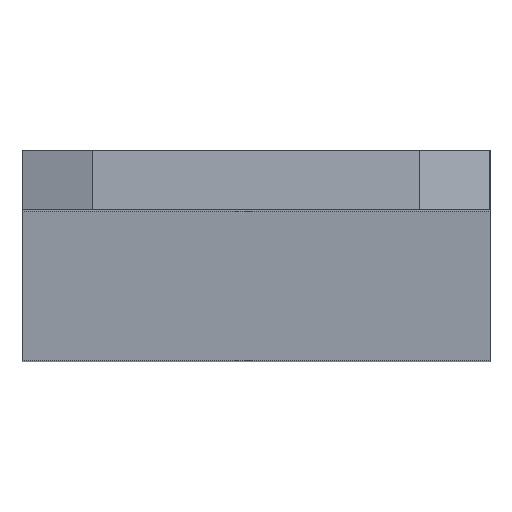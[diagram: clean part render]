
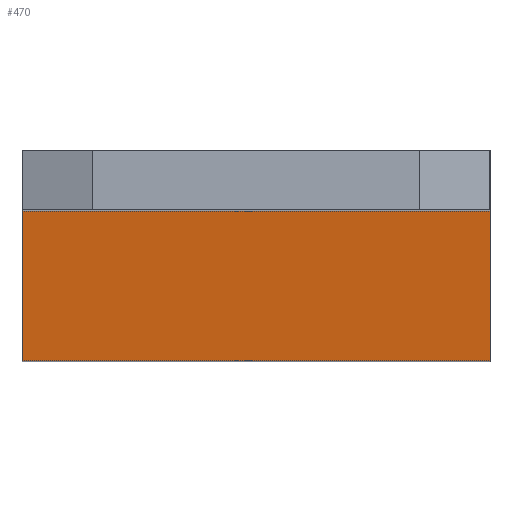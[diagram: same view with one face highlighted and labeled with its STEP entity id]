
A CAD part, top view. The second image highlights one B-rep face of the part: STEP entity #470.
In plain terms, the highlighted planar face has unit normal (0, -0.124, 0.992).
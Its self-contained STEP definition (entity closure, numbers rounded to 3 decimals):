
#217=VECTOR('',#218,1.);
#218=DIRECTION('',(1.,0.,0.));
#243=VERTEX_POINT('',#244);
#244=CARTESIAN_POINT('',(-1.605,1.35,12.2));
#249=EDGE_CURVE('',#243,#250,#252,.T.);
#250=VERTEX_POINT('',#251);
#251=CARTESIAN_POINT('',(8.405,1.35,12.2));
#252=LINE('',#244,#217);
#295=VERTEX_POINT('',#296);
#296=CARTESIAN_POINT('',(-1.605,-1.85,11.8));
#301=EDGE_CURVE('',#295,#243,#302,.T.);
#302=LINE('',#296,#303);
#303=VECTOR('',#304,1.);
#304=DIRECTION('',(0.,0.992,0.124)  );
#462=VERTEX_POINT('',#463);
#463=CARTESIAN_POINT('',(8.405,-1.85,11.8));
#465=ORIENTED_EDGE('',*,*,#466,.T.);
#466=EDGE_CURVE('',#462,#250,#467,.T.);
#467=LINE('',#463,#303);
#470=ADVANCED_FACE('',(#471),#478,.T.);
#471=FACE_BOUND('',#472,.T.);
#472=EDGE_LOOP('',(#473,#465,#476,#477));
#473=ORIENTED_EDGE('',*,*,#474,.T.);
#474=EDGE_CURVE('',#295,#462,#475,.T.);
#475=LINE('',#296,#217);
#476=ORIENTED_EDGE('',*,*,#249,.F.);
#477=ORIENTED_EDGE('',*,*,#301,.F.);
#478=PLANE('',#479);
#479=AXIS2_PLACEMENT_3D('',#296,#480,#304);
#480=DIRECTION('',(0.,-0.124,0.992    ));
